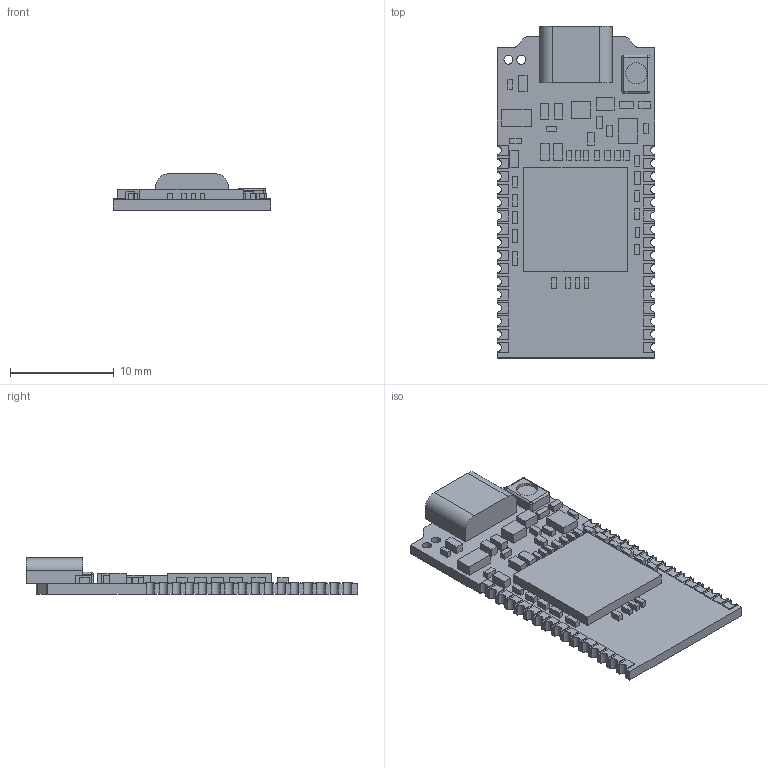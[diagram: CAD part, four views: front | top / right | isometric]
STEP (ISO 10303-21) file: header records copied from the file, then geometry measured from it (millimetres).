
FILE_DESCRIPTION(/* description */ (''),/* implementation_level */ '2;1');
FILE_NAME(/* name */ 'STLINK-V3MODS.stp',/* time_stamp */ '2022-09-01T10:29:42+06:00',/* author */ ('User'),/* organization */ (''),/* preprocessor_version */ 'ST-DEVELOPER v18.1',/* originating_system */ 'Autodesk Inventor 2021',/* authorisation */ '');
FILE_SCHEMA (('AUTOMOTIVE_DESIGN { 1 0 10303 214 3 1 1 }'));
Length unit declared in the file: millimetre
Products named in the file (1): STLINK-V3MODS
Bounding box: 15.24 x 32.07 x 3.5 mm (x, y, z)
Volume: 695.9 mm3; surface area: 1279.9 mm2
Topology: 1 solids, 1 shells, 445 faces, 1183 edges, 784 vertices
Faces by surface type: plane 392, cylinder 49, sphere 4
Full cylindrical faces by diameter (mm): 0.86 x1, 0.885 x1, 2.048 x1
Entity records: 13960 total; most frequent: CARTESIAN_POINT 2413, ORIENTED_EDGE 2366, DIRECTION 2173, EDGE_CURVE 1183, LINE 1085, VECTOR 1085, VERTEX_POINT 784, AXIS2_PLACEMENT_3D 544
